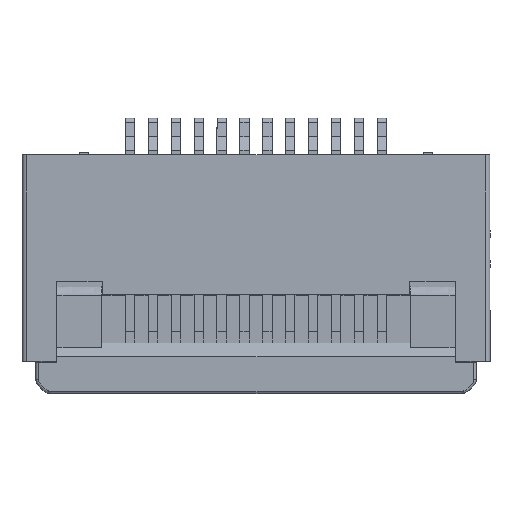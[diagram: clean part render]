
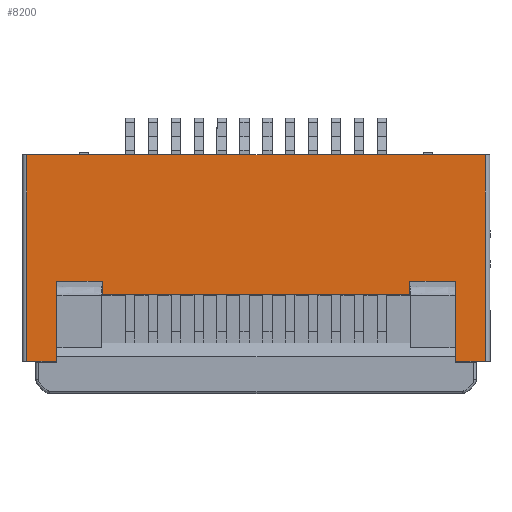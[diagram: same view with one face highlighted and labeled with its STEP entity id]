
A CAD part, top view. The second image highlights one B-rep face of the part: STEP entity #8200.
In plain terms, the highlighted planar face has unit normal (0, 0, 1).
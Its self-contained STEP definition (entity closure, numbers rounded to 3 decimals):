
#92 = DIRECTION ( 'NONE',  ( 0., 1., 0. ) ) ;
#189 = EDGE_CURVE ( 'NONE', #19278, #19397, #1125, .T. ) ;
#229 = VERTEX_POINT ( 'NONE', #5790 ) ;
#340 = VECTOR ( 'NONE', #750, 1000. ) ;
#553 = DIRECTION ( 'NONE',  ( 0., 1., 0. ) ) ;
#662 = DIRECTION ( 'NONE',  ( 0., 0., 1. ) ) ;
#716 = CARTESIAN_POINT ( 'NONE',  ( 5., 2.05, 2. ) ) ;
#750 = DIRECTION ( 'NONE',  ( 0., -1., 0. ) ) ;
#1125 = LINE ( 'NONE', #7097, #8661 ) ;
#1418 = ORIENTED_EDGE ( 'NONE', *, *, #189, .T. ) ;
#1734 = EDGE_CURVE ( 'NONE', #7373, #12555, #8295, .T. ) ;
#1982 = EDGE_CURVE ( 'NONE', #14524, #19278, #7106, .T. ) ;
#2073 = DIRECTION ( 'NONE',  ( 1., 0., 0. ) ) ;
#2278 = LINE ( 'NONE', #9863, #5787 ) ;
#2641 = VECTOR ( 'NONE', #12785, 1000. ) ;
#2728 = EDGE_CURVE ( 'NONE', #229, #12670, #2278, .T. ) ;
#2876 = ORIENTED_EDGE ( 'NONE', *, *, #1734, .F. ) ;
#2937 = CARTESIAN_POINT ( 'NONE',  ( -5.1, -2.45, 2. ) ) ;
#3116 = CARTESIAN_POINT ( 'NONE',  ( -5., -2.45, 2. ) ) ;
#3289 = CARTESIAN_POINT ( 'NONE',  ( -4.35, -2.45, 2. ) ) ;
#3331 = EDGE_CURVE ( 'NONE', #4294, #11500, #6142, .T. ) ;
#3480 = CARTESIAN_POINT ( 'NONE',  ( -5.1, -2.45, 2. ) ) ;
#4217 = ORIENTED_EDGE ( 'NONE', *, *, #3331, .F. ) ;
#4294 = VERTEX_POINT ( 'NONE', #6845 ) ;
#5351 = DIRECTION ( 'NONE',  ( 0., -1., 0. ) ) ;
#5447 = LINE ( 'NONE', #5899, #13543 ) ;
#5787 = VECTOR ( 'NONE', #5351, 1000. ) ;
#5790 = CARTESIAN_POINT ( 'NONE',  ( -4.35, -0.7, 2. ) ) ;
#5899 = CARTESIAN_POINT ( 'NONE',  ( -4.35, -0.7, 2. ) ) ;
#5927 = VECTOR ( 'NONE', #14120, 1000. ) ;
#5945 = VECTOR ( 'NONE', #10541, 1000. ) ;
#6053 = AXIS2_PLACEMENT_3D ( 'NONE', #9719, #662, #11239 ) ;
#6142 = LINE ( 'NONE', #18630, #13714 ) ;
#6215 = CARTESIAN_POINT ( 'NONE',  ( -3.35, -0.7, 2. ) ) ;
#6365 = ORIENTED_EDGE ( 'NONE', *, *, #16479, .F. ) ;
#6492 = EDGE_CURVE ( 'NONE', #11500, #12434, #11104, .T. ) ;
#6845 = CARTESIAN_POINT ( 'NONE',  ( 4.35, -2.45, 2. ) ) ;
#7097 = CARTESIAN_POINT ( 'NONE',  ( -5.1, 2.05, 2. ) ) ;
#7106 = LINE ( 'NONE', #11264, #2641 ) ;
#7373 = VERTEX_POINT ( 'NONE', #10237 ) ;
#7520 = CARTESIAN_POINT ( 'NONE',  ( 4.35, -0.7, 2. ) ) ;
#7883 = LINE ( 'NONE', #8242, #340 ) ;
#8073 = CARTESIAN_POINT ( 'NONE',  ( 3.35, -1., 2. ) ) ;
#8200 = ADVANCED_FACE ( 'NONE', ( #17056 ), #18681, .T. ) ;
#8242 = CARTESIAN_POINT ( 'NONE',  ( 3.35, -1., 2. ) ) ;
#8295 = LINE ( 'NONE', #6215, #12342 ) ;
#8296 = LINE ( 'NONE', #3480, #11860 ) ;
#8607 = DIRECTION ( 'NONE',  ( -1., 0., 0. ) ) ;
#8661 = VECTOR ( 'NONE', #8607, 1000. ) ;
#8868 = ORIENTED_EDGE ( 'NONE', *, *, #11924, .T. ) ;
#8920 = ORIENTED_EDGE ( 'NONE', *, *, #19390, .F. ) ;
#9013 = VECTOR ( 'NONE', #14872, 1000. ) ;
#9103 = CARTESIAN_POINT ( 'NONE',  ( -3.35, -0.7, 2. ) ) ;
#9719 = CARTESIAN_POINT ( 'NONE',  ( 0., 0., 2. ) ) ;
#9863 = CARTESIAN_POINT ( 'NONE',  ( -4.35, -2.45, 2. ) ) ;
#10237 = CARTESIAN_POINT ( 'NONE',  ( -3.35, -1., 2. ) ) ;
#10455 = CARTESIAN_POINT ( 'NONE',  ( 3.35, -0.7, 2. ) ) ;
#10541 = DIRECTION ( 'NONE',  ( 1., 0., 0. ) ) ;
#10635 = VECTOR ( 'NONE', #15104, 1000. ) ;
#11104 = LINE ( 'NONE', #13593, #10635 ) ;
#11239 = DIRECTION ( 'NONE',  ( 1., 0., 0. ) ) ;
#11240 = ORIENTED_EDGE ( 'NONE', *, *, #11684, .T. ) ;
#11247 = EDGE_LOOP ( 'NONE', ( #11240, #13653, #1418, #12030, #8868, #11506, #8920, #2876, #11648, #6365, #17116, #4217 ) ) ;
#11264 = CARTESIAN_POINT ( 'NONE',  ( 5., 2.05, 2. ) ) ;
#11500 = VERTEX_POINT ( 'NONE', #7520 ) ;
#11506 = ORIENTED_EDGE ( 'NONE', *, *, #2728, .F. ) ;
#11648 = ORIENTED_EDGE ( 'NONE', *, *, #14559, .F. ) ;
#11684 = EDGE_CURVE ( 'NONE', #4294, #14524, #8296, .T. ) ;
#11860 = VECTOR ( 'NONE', #2073, 1000. ) ;
#11924 = EDGE_CURVE ( 'NONE', #18578, #12670, #15414, .T. ) ;
#12030 = ORIENTED_EDGE ( 'NONE', *, *, #19402, .T. ) ;
#12342 = VECTOR ( 'NONE', #92, 1000. ) ;
#12434 = VERTEX_POINT ( 'NONE', #10455 ) ;
#12531 = CARTESIAN_POINT ( 'NONE',  ( -3.35, -1., 2. ) ) ;
#12555 = VERTEX_POINT ( 'NONE', #9103 ) ;
#12670 = VERTEX_POINT ( 'NONE', #3289 ) ;
#12785 = DIRECTION ( 'NONE',  ( 0., 1., 0. ) ) ;
#13044 = LINE ( 'NONE', #13437, #9013 ) ;
#13437 = CARTESIAN_POINT ( 'NONE',  ( -5., -2.45, 2. ) ) ;
#13543 = VECTOR ( 'NONE', #16440, 1000. ) ;
#13593 = CARTESIAN_POINT ( 'NONE',  ( 3.35, -0.7, 2. ) ) ;
#13653 = ORIENTED_EDGE ( 'NONE', *, *, #1982, .T. ) ;
#13714 = VECTOR ( 'NONE', #553, 1000. ) ;
#13964 = LINE ( 'NONE', #12531, #5927 ) ;
#14120 = DIRECTION ( 'NONE',  ( -1., 0., 0. ) ) ;
#14524 = VERTEX_POINT ( 'NONE', #15444 ) ;
#14559 = EDGE_CURVE ( 'NONE', #18165, #7373, #13964, .T. ) ;
#14872 = DIRECTION ( 'NONE',  ( 0., -1., 0. ) ) ;
#14950 = CARTESIAN_POINT ( 'NONE',  ( -5., 2.05, 2. ) ) ;
#15104 = DIRECTION ( 'NONE',  ( -1., 0., 0. ) ) ;
#15414 = LINE ( 'NONE', #2937, #5945 ) ;
#15444 = CARTESIAN_POINT ( 'NONE',  ( 5., -2.45, 2. ) ) ;
#16440 = DIRECTION ( 'NONE',  ( -1., 0., 0. ) ) ;
#16479 = EDGE_CURVE ( 'NONE', #12434, #18165, #7883, .T. ) ;
#17056 = FACE_OUTER_BOUND ( 'NONE', #11247, .T. ) ;
#17116 = ORIENTED_EDGE ( 'NONE', *, *, #6492, .F. ) ;
#18165 = VERTEX_POINT ( 'NONE', #8073 ) ;
#18578 = VERTEX_POINT ( 'NONE', #3116 ) ;
#18630 = CARTESIAN_POINT ( 'NONE',  ( 4.35, -0.7, 2. ) ) ;
#18681 = PLANE ( 'NONE',  #6053 ) ;
#19278 = VERTEX_POINT ( 'NONE', #716 ) ;
#19390 = EDGE_CURVE ( 'NONE', #12555, #229, #5447, .T. ) ;
#19397 = VERTEX_POINT ( 'NONE', #14950 ) ;
#19402 = EDGE_CURVE ( 'NONE', #19397, #18578, #13044, .T. ) ;
